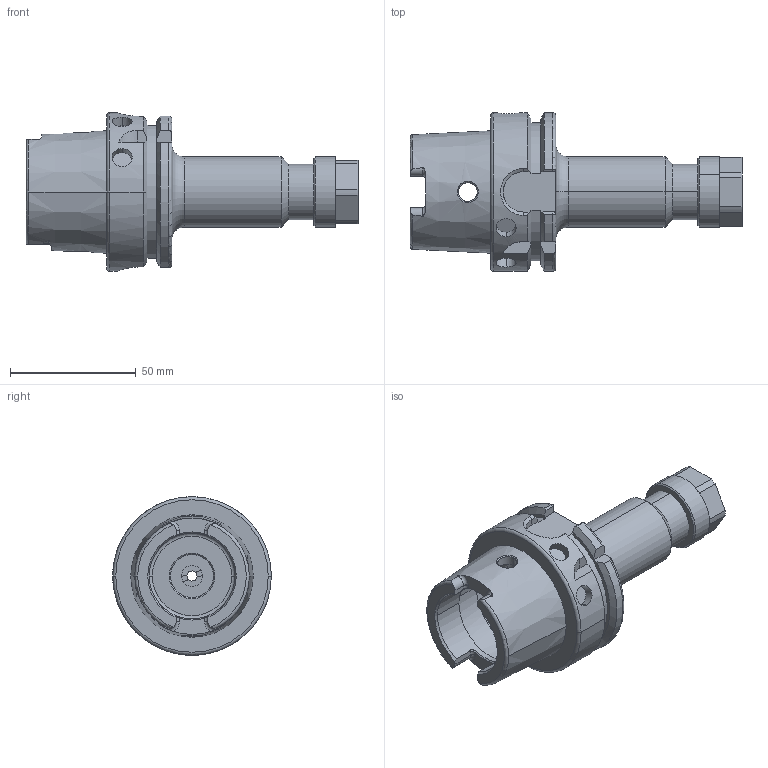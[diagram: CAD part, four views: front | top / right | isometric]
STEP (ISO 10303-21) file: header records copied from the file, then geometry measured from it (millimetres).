
FILE_DESCRIPTION (( 'STEP AP203' ), '1' );
FILE_NAME ('9163A-ER816100.STEP', '2022-09-23T10:15:10', ( '' ), ( '' ), 'SwSTEP 2.0', 'SolidWorks 2018', '' );
FILE_SCHEMA (( 'CONFIG_CONTROL_DESIGN' ));
Length unit declared in the file: millimetre
Products named in the file (5): HSKA63CCHER16100WW; 9163A-ER816100; NUTER16; FTSCW71620
Assembly tree (4 placements, depth 3):
  9163A-ER816100
    HSKA63CCHER16100WW
      HSKA63CCHER16100WW
      NUTER16
      FTSCW71620
Bounding box: 131.95 x 63 x 63 mm (x, y, z)
Volume: 115946.2 mm3; surface area: 34195.2 mm2
Topology: 3 solids, 3 shells, 237 faces, 603 edges, 378 vertices
Faces by surface type: plane 80, cylinder 74, cone 44, torus 25, bspline 14
Entity records: 9157 total; most frequent: CARTESIAN_POINT 3003, ORIENTED_EDGE 1202, DIRECTION 1173, EDGE_CURVE 601, AXIS2_PLACEMENT_3D 469, VERTEX_POINT 378, EDGE_LOOP 255, CIRCLE 238
